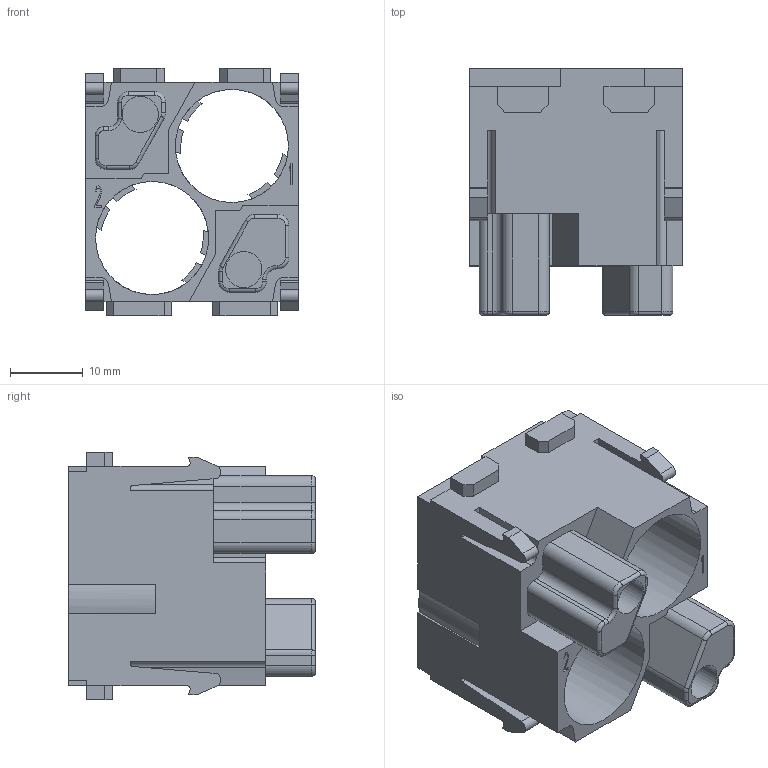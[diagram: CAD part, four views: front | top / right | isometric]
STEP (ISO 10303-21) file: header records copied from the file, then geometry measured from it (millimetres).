
FILE_DESCRIPTION((''),'2;1');
FILE_NAME('HQM002F','2017-09-13T',('tl.yang'),(''),'PRO/ENGINEER BY PARAMETRIC TECHNOLOGY CORPORATION, 2011500','PRO/ENGINEER BY PARAMETRIC TECHNOLOGY CORPORATION, 2011500','');
FILE_SCHEMA(('CONFIG_CONTROL_DESIGN'));
Length unit declared in the file: millimetre
Products named in the file (1): HQM002F
Bounding box: 29.3 x 34 x 34.2 mm (x, y, z)
Volume: 12477.5 mm3; surface area: 9317.7 mm2
Topology: 1 solids, 1 shells, 325 faces, 902 edges, 589 vertices
Faces by surface type: plane 236, cylinder 68, torus 15, cone 6
Entity records: 10426 total; most frequent: CARTESIAN_POINT 1973, ORIENTED_EDGE 1804, DIRECTION 1691, EDGE_CURVE 902, VECTOR 691, LINE 691, VERTEX_POINT 589, AXIS2_PLACEMENT_3D 500
